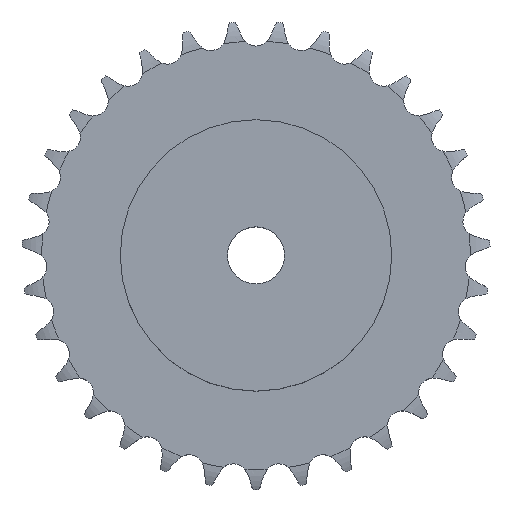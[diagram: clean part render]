
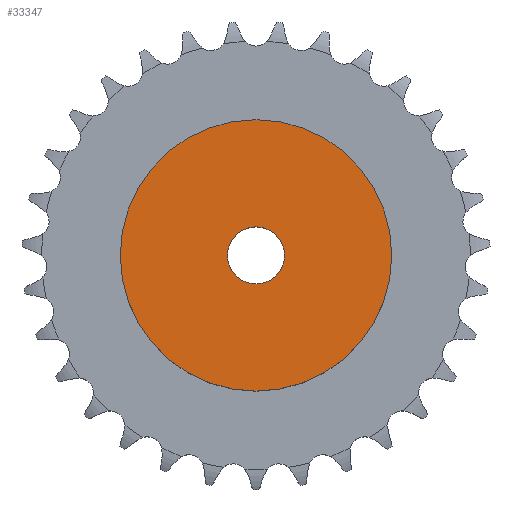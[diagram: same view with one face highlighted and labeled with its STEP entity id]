
A CAD part, top view. The second image highlights one B-rep face of the part: STEP entity #33347.
In plain terms, the highlighted planar face has unit normal (0, 0, 1).
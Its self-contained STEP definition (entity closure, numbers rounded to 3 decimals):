
#3999 = CYLINDRICAL_SURFACE('',#4000,47.5);
#4000 = AXIS2_PLACEMENT_3D('',#4001,#4002,#4003);
#4001 = CARTESIAN_POINT('',(0.,0.,0.));
#4002 = DIRECTION('',(-0.,-0.,-1.));
#4003 = DIRECTION('',(1.,0.,0.));
#20938 = VERTEX_POINT('',#20939);
#20939 = CARTESIAN_POINT('',(47.5,0.,35.));
#20960 = EDGE_CURVE('',#20938,#20938,#20961,.T.);
#20961 = SURFACE_CURVE('',#20962,(#20967,#20974),.PCURVE_S1.);
#20962 = CIRCLE('',#20963,47.5);
#20963 = AXIS2_PLACEMENT_3D('',#20964,#20965,#20966);
#20964 = CARTESIAN_POINT('',(0.,0.,35.));
#20965 = DIRECTION('',(0.,0.,1.));
#20966 = DIRECTION('',(1.,0.,0.));
#20967 = PCURVE('',#3999,#20968);
#20968 = DEFINITIONAL_REPRESENTATION('',(#20969),#20973);
#20969 = LINE('',#20970,#20971);
#20970 = CARTESIAN_POINT('',(-0.,-35.));
#20971 = VECTOR('',#20972,1.);
#20972 = DIRECTION('',(-1.,0.));
#20973 = ( GEOMETRIC_REPRESENTATION_CONTEXT(2) 
PARAMETRIC_REPRESENTATION_CONTEXT() REPRESENTATION_CONTEXT('2D SPACE',''
  ) );
#20974 = PCURVE('',#20975,#20980);
#20975 = PLANE('',#20976);
#20976 = AXIS2_PLACEMENT_3D('',#20977,#20978,#20979);
#20977 = CARTESIAN_POINT('',(0.,0.,35.)
  );
#20978 = DIRECTION('',(0.,0.,1.));
#20979 = DIRECTION('',(1.,0.,0.));
#20980 = DEFINITIONAL_REPRESENTATION('',(#20981),#20985);
#20981 = CIRCLE('',#20982,47.5);
#20982 = AXIS2_PLACEMENT_2D('',#20983,#20984);
#20983 = CARTESIAN_POINT('',(0.,0.));
#20984 = DIRECTION('',(1.,0.));
#20985 = ( GEOMETRIC_REPRESENTATION_CONTEXT(2) 
PARAMETRIC_REPRESENTATION_CONTEXT() REPRESENTATION_CONTEXT('2D SPACE',''
  ) );
#28266 = CYLINDRICAL_SURFACE('',#28267,10.);
#28267 = AXIS2_PLACEMENT_3D('',#28268,#28269,#28270);
#28268 = CARTESIAN_POINT('',(0.,0.,249.411));
#28269 = DIRECTION('',(0.,0.,1.));
#28270 = DIRECTION('',(1.,0.,0.));
#33347 = ADVANCED_FACE('',(#33348,#33351),#20975,.T.);
#33348 = FACE_BOUND('',#33349,.T.);
#33349 = EDGE_LOOP('',(#33350));
#33350 = ORIENTED_EDGE('',*,*,#20960,.T.);
#33351 = FACE_BOUND('',#33352,.T.);
#33352 = EDGE_LOOP('',(#33353));
#33353 = ORIENTED_EDGE('',*,*,#33354,.F.);
#33354 = EDGE_CURVE('',#33355,#33355,#33357,.T.);
#33355 = VERTEX_POINT('',#33356);
#33356 = CARTESIAN_POINT('',(10.,0.,35.));
#33357 = SURFACE_CURVE('',#33358,(#33363,#33370),.PCURVE_S1.);
#33358 = CIRCLE('',#33359,10.);
#33359 = AXIS2_PLACEMENT_3D('',#33360,#33361,#33362);
#33360 = CARTESIAN_POINT('',(0.,0.,35.));
#33361 = DIRECTION('',(0.,0.,1.));
#33362 = DIRECTION('',(1.,0.,0.));
#33363 = PCURVE('',#20975,#33364);
#33364 = DEFINITIONAL_REPRESENTATION('',(#33365),#33369);
#33365 = CIRCLE('',#33366,10.);
#33366 = AXIS2_PLACEMENT_2D('',#33367,#33368);
#33367 = CARTESIAN_POINT('',(0.,0.));
#33368 = DIRECTION('',(1.,0.));
#33369 = ( GEOMETRIC_REPRESENTATION_CONTEXT(2) 
PARAMETRIC_REPRESENTATION_CONTEXT() REPRESENTATION_CONTEXT('2D SPACE',''
  ) );
#33370 = PCURVE('',#28266,#33371);
#33371 = DEFINITIONAL_REPRESENTATION('',(#33372),#33376);
#33372 = LINE('',#33373,#33374);
#33373 = CARTESIAN_POINT('',(0.,-214.411));
#33374 = VECTOR('',#33375,1.);
#33375 = DIRECTION('',(1.,0.));
#33376 = ( GEOMETRIC_REPRESENTATION_CONTEXT(2) 
PARAMETRIC_REPRESENTATION_CONTEXT() REPRESENTATION_CONTEXT('2D SPACE',''
  ) );
